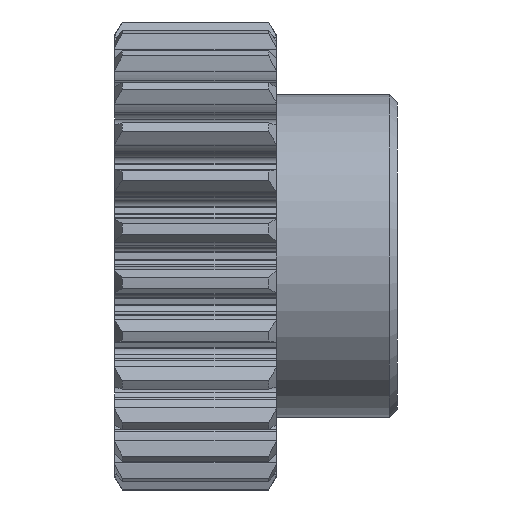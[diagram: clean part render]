
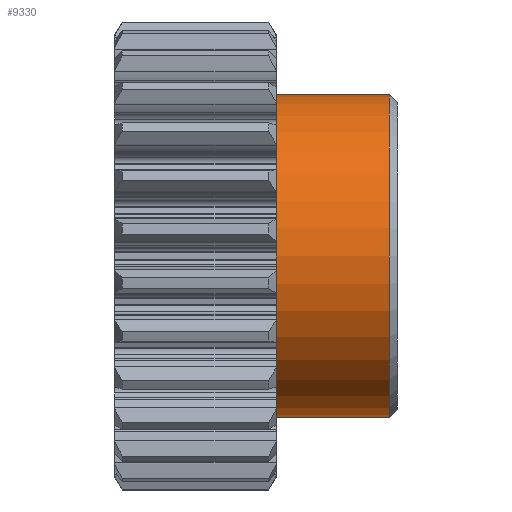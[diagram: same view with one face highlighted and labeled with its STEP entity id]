
A CAD part, front view. The second image highlights one B-rep face of the part: STEP entity #9330.
In plain terms, the highlighted cylindrical face has radius 20 mm (diameter 40 mm), a partial arc.
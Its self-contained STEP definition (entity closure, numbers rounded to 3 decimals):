
#5814=CARTESIAN_POINT('',(20.,0.,20.));
#5815=VERTEX_POINT('',#5814);
#5816=CARTESIAN_POINT('',(20.,-0.,-20.));
#5817=VERTEX_POINT('',#5816);
#5818=CARTESIAN_POINT('',(20.,0.,0.));
#5819=DIRECTION('',(1.,0.,0.));
#5820=DIRECTION('',(0.,0.,-1.));
#5821=AXIS2_PLACEMENT_3D('',#5818,#5819,#5820);
#5822=CIRCLE('',#5821,20.);
#5823=EDGE_CURVE('',#5815,#5817,#5822,.T.);
#9299=CARTESIAN_POINT('',(35.,0.,0.));
#9300=DIRECTION('',(1.,0.,0.));
#9301=DIRECTION('',(0.,0.,-1.));
#9302=AXIS2_PLACEMENT_3D('',#9299,#9300,#9301);
#9303=CYLINDRICAL_SURFACE('',#9302,20.);
#9304=CARTESIAN_POINT('',(34.,0.,20.));
#9305=VERTEX_POINT('',#9304);
#9306=CARTESIAN_POINT('',(34.,0.,20.));
#9307=DIRECTION('',(-1.,-0.,0.));
#9308=VECTOR('',#9307,14.);
#9309=LINE('',#9306,#9308);
#9310=EDGE_CURVE('',#9305,#5815,#9309,.T.);
#9311=ORIENTED_EDGE('',*,*,#9310,.T.);
#9312=ORIENTED_EDGE('',*,*,#5823,.T.);
#9313=CARTESIAN_POINT('',(34.,-0.,-20.));
#9314=VERTEX_POINT('',#9313);
#9315=CARTESIAN_POINT('',(34.,0.,-20.));
#9316=DIRECTION('',(-1.,-0.,0.));
#9317=VECTOR('',#9316,14.);
#9318=LINE('',#9315,#9317);
#9319=EDGE_CURVE('',#9314,#5817,#9318,.T.);
#9320=ORIENTED_EDGE('',*,*,#9319,.F.);
#9321=CARTESIAN_POINT('',(34.,0.,0.));
#9322=DIRECTION('',(1.,0.,0.));
#9323=DIRECTION('',(0.,0.,-1.));
#9324=AXIS2_PLACEMENT_3D('',#9321,#9322,#9323);
#9325=CIRCLE('',#9324,20.);
#9326=EDGE_CURVE('',#9305,#9314,#9325,.T.);
#9327=ORIENTED_EDGE('',*,*,#9326,.F.);
#9328=EDGE_LOOP('',(#9311,#9312,#9320,#9327));
#9329=FACE_BOUND('',#9328,.T.);
#9330=ADVANCED_FACE('',(#9329),#9303,.T.);
